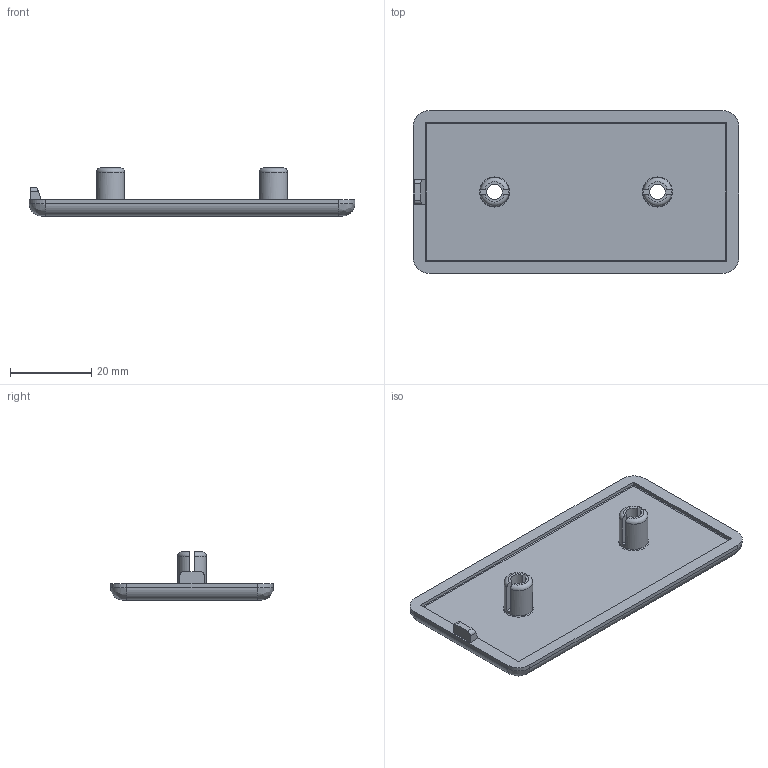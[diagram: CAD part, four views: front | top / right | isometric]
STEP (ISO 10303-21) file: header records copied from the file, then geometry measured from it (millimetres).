
FILE_DESCRIPTION(/* description */ (''),/* implementation_level */ '2;1');
FILE_NAME(/* name */ '19602_KriTec_Abdeckkappe_8_PA_80x40_verschraubt.stp',/* time_stamp */ '2014-09-16T10:41:03+02:00',/* author */ ('kostic'),/* organization */ (''),/* preprocessor_version */ 'ST-DEVELOPER v15.2',/* originating_system */ 'Autodesk Inventor 2014',/* authorisation */ '');
FILE_SCHEMA (('AUTOMOTIVE_DESIGN { 1 0 10303 214 3 1 1 }'));
Length unit declared in the file: millimetre
Products named in the file (1): 19602_KriTec_Abdeckkappe_8_PA_80x40_verschraubt
Bounding box: 80 x 40 x 11.8 mm (x, y, z)
Volume: 10097.9 mm3; surface area: 7858.1 mm2
Topology: 1 solids, 1 shells, 66 faces, 166 edges, 105 vertices
Faces by surface type: plane 34, cylinder 20, torus 6, bspline 4, cone 2
Full cylindrical faces by diameter (mm): 3.8 x2, 7 x2, 7.9 x2
Entity records: 1978 total; most frequent: CARTESIAN_POINT 422, DIRECTION 329, ORIENTED_EDGE 302, EDGE_CURVE 151, AXIS2_PLACEMENT_3D 123, VERTEX_POINT 100, LINE 83, VECTOR 83
